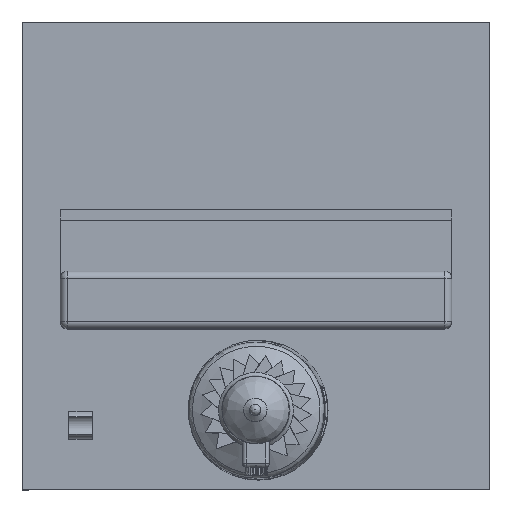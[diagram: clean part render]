
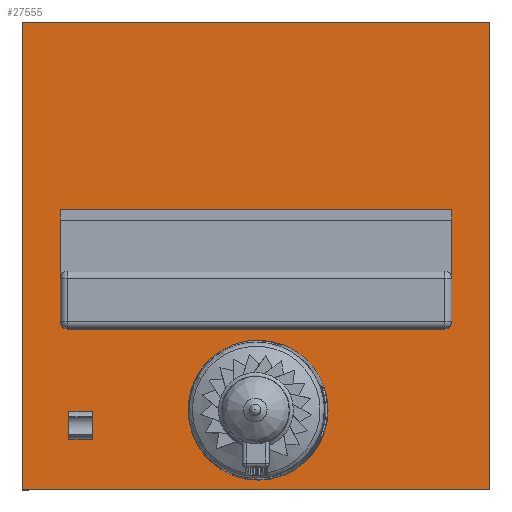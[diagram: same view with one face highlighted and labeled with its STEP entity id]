
A CAD part, top view. The second image highlights one B-rep face of the part: STEP entity #27555.
In plain terms, the highlighted planar face has unit normal (0, 0, 1).
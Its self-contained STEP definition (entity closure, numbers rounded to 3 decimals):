
#954=LINE('',#37002,#4238);
#958=LINE('',#37010,#4242);
#961=LINE('',#37016,#4245);
#964=LINE('',#37021,#4248);
#4238=VECTOR('',#30747,10.);
#4242=VECTOR('',#30753,10.);
#4245=VECTOR('',#30758,10.);
#4248=VECTOR('',#30763,10.);
#7858=FACE_OUTER_BOUND('',#9353,.T.);
#9353=EDGE_LOOP('',(#18231,#18232,#18233,#18234));
#11284=VERTEX_POINT('',#37000);
#11285=VERTEX_POINT('',#37001);
#11288=VERTEX_POINT('',#37009);
#11290=VERTEX_POINT('',#37015);
#14039=EDGE_CURVE('',#11284,#11285,#954,.T.);
#14043=EDGE_CURVE('',#11288,#11284,#958,.T.);
#14046=EDGE_CURVE('',#11290,#11288,#961,.T.);
#14049=EDGE_CURVE('',#11285,#11290,#964,.T.);
#18231=ORIENTED_EDGE('',*,*,#14049,.F.);
#18232=ORIENTED_EDGE('',*,*,#14039,.F.);
#18233=ORIENTED_EDGE('',*,*,#14043,.F.);
#18234=ORIENTED_EDGE('',*,*,#14046,.F.);
#26301=PLANE('',#29145);
#27555=ADVANCED_FACE('',(#7858),#26301,.F.);
#29145=AXIS2_PLACEMENT_3D('',#37025,#30769,#30770);
#30747=DIRECTION('',(0.,1.,0.));
#30753=DIRECTION('',(-1.,0.,0.));
#30758=DIRECTION('',(0.,-1.,0.));
#30763=DIRECTION('',(1.,0.,0.));
#30769=DIRECTION('center_axis',(0.,0.,-1.));
#30770=DIRECTION('ref_axis',(1.,0.,0.));
#37000=CARTESIAN_POINT('',(0.,0.,20.));
#37001=CARTESIAN_POINT('',(0.,100.,20.));
#37002=CARTESIAN_POINT('',(0.,0.,20.));
#37009=CARTESIAN_POINT('',(100.,0.,20.));
#37010=CARTESIAN_POINT('',(100.,0.,20.));
#37015=CARTESIAN_POINT('',(100.,100.,20.));
#37016=CARTESIAN_POINT('',(100.,100.,20.));
#37021=CARTESIAN_POINT('',(0.,100.,20.));
#37025=CARTESIAN_POINT('Origin',(50.,50.,20.));
